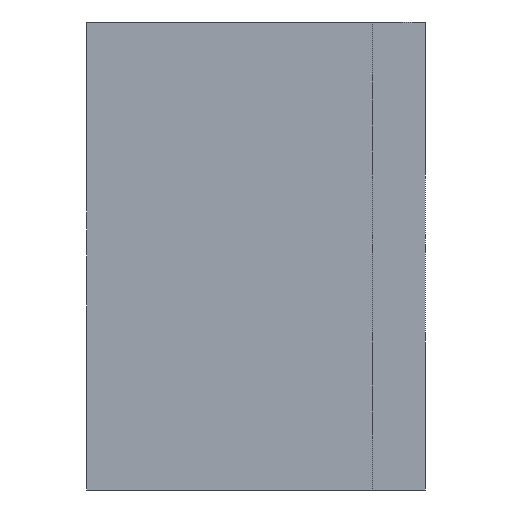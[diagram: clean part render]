
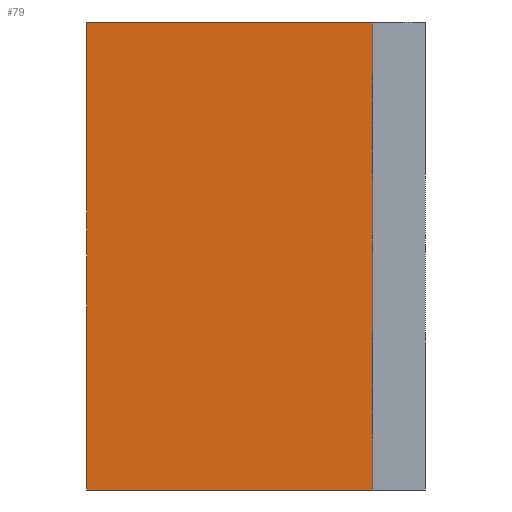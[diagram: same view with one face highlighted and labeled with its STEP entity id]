
A CAD part, left-side view. The second image highlights one B-rep face of the part: STEP entity #79.
In plain terms, the highlighted planar face has unit normal (-1, 0, 0).
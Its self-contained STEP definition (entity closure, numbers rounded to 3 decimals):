
#51 = VECTOR ( 'NONE', #812, 1000. ) ;
#54 = EDGE_CURVE ( 'NONE', #76, #350, #238, .T. ) ;
#60 = DIRECTION ( 'NONE',  ( 0., 0., -1. ) ) ;
#76 = VERTEX_POINT ( 'NONE', #762 ) ;
#79 = ADVANCED_FACE ( 'NONE', ( #553 ), #441, .F. ) ;
#93 = CARTESIAN_POINT ( 'NONE',  ( 100., 11., 0. ) ) ;
#127 = CARTESIAN_POINT ( 'NONE',  ( 100., 0., 18. ) ) ;
#160 = DIRECTION ( 'NONE',  ( 0., -1., 0. ) ) ;
#206 = EDGE_CURVE ( 'NONE', #76, #543, #688, .T. ) ;
#238 = LINE ( 'NONE', #309, #51 ) ;
#265 = ORIENTED_EDGE ( 'NONE', *, *, #54, .T. ) ;
#309 = CARTESIAN_POINT ( 'NONE',  ( 100., 11., 18. ) ) ;
#330 = ORIENTED_EDGE ( 'NONE', *, *, #206, .F. ) ;
#336 = AXIS2_PLACEMENT_3D ( 'NONE', #127, #700, #708 ) ;
#350 = VERTEX_POINT ( 'NONE', #93 ) ;
#361 = CARTESIAN_POINT ( 'NONE',  ( 100., 0., 18. ) ) ;
#373 = CARTESIAN_POINT ( 'NONE',  ( 100., 0., 18. ) ) ;
#378 = VERTEX_POINT ( 'NONE', #410 ) ;
#395 = DIRECTION ( 'NONE',  ( 0., -1., 0. ) ) ;
#410 = CARTESIAN_POINT ( 'NONE',  ( 100., 0., 0. ) ) ;
#441 = PLANE ( 'NONE',  #336 ) ;
#477 = VECTOR ( 'NONE', #60, 1000. ) ;
#515 = LINE ( 'NONE', #731, #657 ) ;
#523 = CARTESIAN_POINT ( 'NONE',  ( 100., 0., 18. ) ) ;
#524 = EDGE_CURVE ( 'NONE', #543, #378, #647, .T. ) ;
#526 = EDGE_LOOP ( 'NONE', ( #809, #565, #330, #265 ) ) ;
#543 = VERTEX_POINT ( 'NONE', #361 ) ;
#553 = FACE_OUTER_BOUND ( 'NONE', #526, .T. ) ;
#565 = ORIENTED_EDGE ( 'NONE', *, *, #524, .F. ) ;
#647 = LINE ( 'NONE', #373, #477 ) ;
#656 = VECTOR ( 'NONE', #395, 1000. ) ;
#657 = VECTOR ( 'NONE', #160, 1000. ) ;
#688 = LINE ( 'NONE', #523, #656 ) ;
#700 = DIRECTION ( 'NONE',  ( 1., 0., 0. ) ) ;
#708 = DIRECTION ( 'NONE',  ( 0., 0., -1. ) ) ;
#731 = CARTESIAN_POINT ( 'NONE',  ( 100., 0., 0. ) ) ;
#762 = CARTESIAN_POINT ( 'NONE',  ( 100., 11., 18. ) ) ;
#778 = EDGE_CURVE ( 'NONE', #350, #378, #515, .T. ) ;
#809 = ORIENTED_EDGE ( 'NONE', *, *, #778, .T. ) ;
#812 = DIRECTION ( 'NONE',  ( 0., 0., -1. ) ) ;
